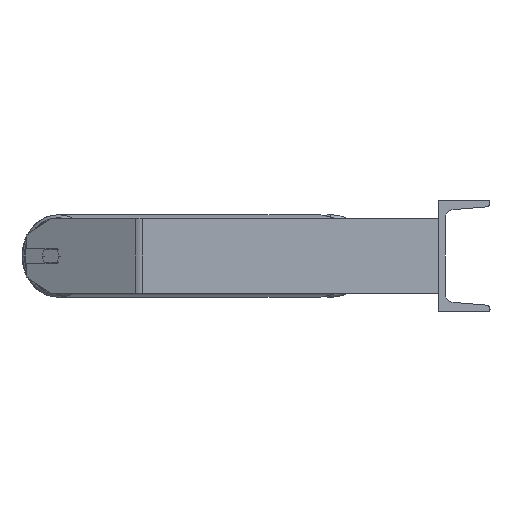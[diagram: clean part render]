
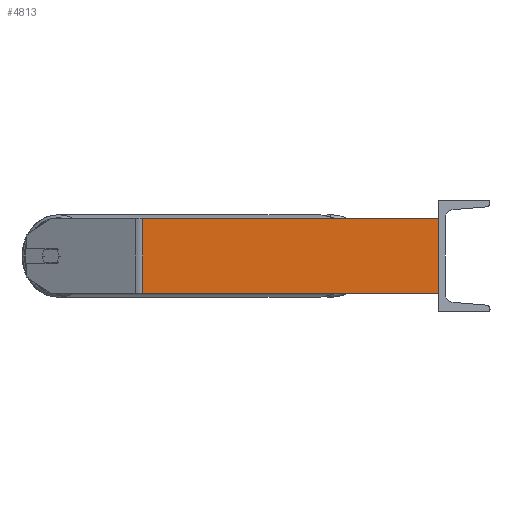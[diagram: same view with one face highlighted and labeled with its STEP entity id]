
A CAD part, left-side view. The second image highlights one B-rep face of the part: STEP entity #4813.
In plain terms, the highlighted planar face has unit normal (-1, 0, 0).
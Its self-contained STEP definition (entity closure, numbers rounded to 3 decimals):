
#88 = DIRECTION ( 'NONE',  ( 0., 0., -1. ) ) ;
#326 = EDGE_CURVE ( 'NONE', #7478, #4046, #1856, .T. ) ;
#424 = ORIENTED_EDGE ( 'NONE', *, *, #6848, .F. ) ;
#515 = LINE ( 'NONE', #3972, #3164 ) ;
#986 = CARTESIAN_POINT ( 'NONE',  ( -885., 323.678, 40. ) ) ;
#1269 = CARTESIAN_POINT ( 'NONE',  ( -885., 0., -40. ) ) ;
#1543 = VECTOR ( 'NONE', #4150, 1000. ) ;
#1618 = PLANE ( 'NONE',  #7498 ) ;
#1856 = LINE ( 'NONE', #7429, #2073 ) ;
#1889 = CARTESIAN_POINT ( 'NONE',  ( -885., 319.391, -40. ) ) ;
#2073 = VECTOR ( 'NONE', #3955, 1000. ) ;
#2411 = VECTOR ( 'NONE', #88, 1000. ) ;
#2689 = VERTEX_POINT ( 'NONE', #6726 ) ;
#2724 = CARTESIAN_POINT ( 'NONE',  ( -885., 0., 40. ) ) ;
#2995 = FACE_OUTER_BOUND ( 'NONE', #6366, .T. ) ;
#3164 = VECTOR ( 'NONE', #3302, 1000. ) ;
#3302 = DIRECTION ( 'NONE',  ( 0., -1., 0. ) ) ;
#3519 = ORIENTED_EDGE ( 'NONE', *, *, #326, .T. ) ;
#3530 = ORIENTED_EDGE ( 'NONE', *, *, #7847, .F. ) ;
#3955 = DIRECTION ( 'NONE',  ( 0., 0., -1. ) ) ;
#3972 = CARTESIAN_POINT ( 'NONE',  ( -885., 323.678, 40. ) ) ;
#4046 = VERTEX_POINT ( 'NONE', #1889 ) ;
#4150 = DIRECTION ( 'NONE',  ( 0., -1., 0. ) ) ;
#4196 = CARTESIAN_POINT ( 'NONE',  ( -885., 323.678, -40. ) ) ;
#4351 = CARTESIAN_POINT ( 'NONE',  ( -885., 319.391, 40. ) ) ;
#4412 = DIRECTION ( 'NONE',  ( 0., 1., 0. ) ) ;
#4813 = ADVANCED_FACE ( 'NONE', ( #2995 ), #1618, .F. ) ;
#4971 = ORIENTED_EDGE ( 'NONE', *, *, #6837, .T. ) ;
#5138 = DIRECTION ( 'NONE',  ( 1., 0., 0. ) ) ;
#6253 = LINE ( 'NONE', #2724, #2411 ) ;
#6366 = EDGE_LOOP ( 'NONE', ( #4971, #424, #3530, #3519 ) ) ;
#6641 = VERTEX_POINT ( 'NONE', #1269 ) ;
#6726 = CARTESIAN_POINT ( 'NONE',  ( -885., 0., 40. ) ) ;
#6837 = EDGE_CURVE ( 'NONE', #4046, #6641, #8335, .T. ) ;
#6848 = EDGE_CURVE ( 'NONE', #2689, #6641, #6253, .T. ) ;
#7429 = CARTESIAN_POINT ( 'NONE',  ( -885., 319.391, 40. ) ) ;
#7478 = VERTEX_POINT ( 'NONE', #4351 ) ;
#7498 = AXIS2_PLACEMENT_3D ( 'NONE', #986, #5138, #4412 ) ;
#7847 = EDGE_CURVE ( 'NONE', #7478, #2689, #515, .T. ) ;
#8335 = LINE ( 'NONE', #4196, #1543 ) ;
